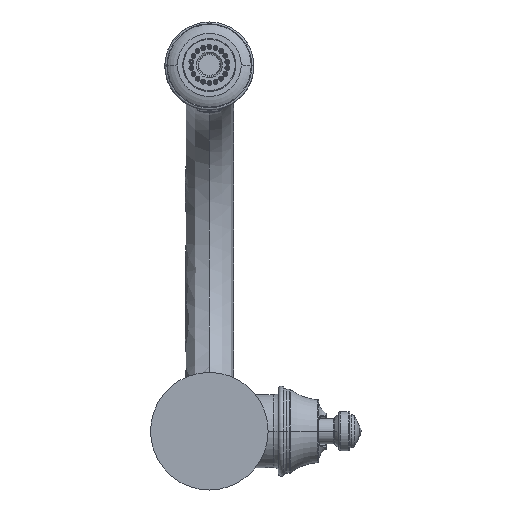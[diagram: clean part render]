
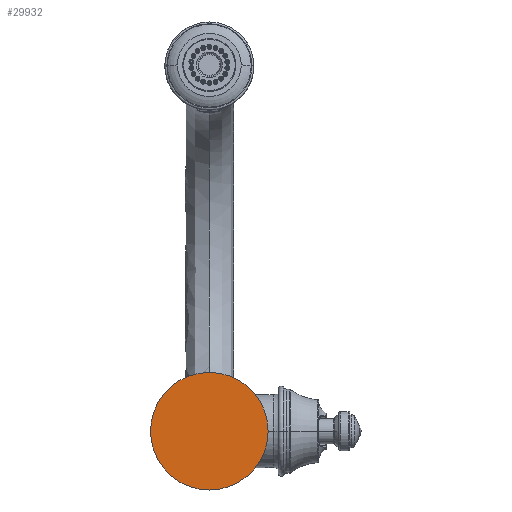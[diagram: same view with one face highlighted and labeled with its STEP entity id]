
A CAD part, front view. The second image highlights one B-rep face of the part: STEP entity #29932.
In plain terms, the highlighted planar face has unit normal (0, -1, 0).
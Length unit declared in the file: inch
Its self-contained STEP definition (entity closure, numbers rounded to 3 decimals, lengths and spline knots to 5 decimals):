
#9503=CARTESIAN_POINT('',(-5.56073,-0.06575,-0.98612));
#9504=DIRECTION('',(0.,-1.,0.));
#9505=DIRECTION('',(0.,0.,1.));
#9506=AXIS2_PLACEMENT_3D('',#9503,#9504,#9505);
#9508=CARTESIAN_POINT('',(-5.56073,-0.06575,-0.98612));
#9509=DIRECTION('',(0.,1.,0.));
#9510=DIRECTION('',(0.,0.,1.));
#9511=AXIS2_PLACEMENT_3D('',#9508,#9509,#9510);
#9645=CARTESIAN_POINT('',(-5.56073,-0.06575,0.38388));
#9646=CARTESIAN_POINT('',(-5.56073,-0.06575,-2.35612));
#9647=VERTEX_POINT('',#9645);
#9648=VERTEX_POINT('',#9646);
#29923=CARTESIAN_POINT('',(-5.56073,-0.06575,-0.98612));
#29924=DIRECTION('',(0.,-1.,0.));
#29925=DIRECTION('',(0.,0.,1.));
#29926=AXIS2_PLACEMENT_3D('',#29923,#29924,#29925);
#29927=PLANE('',#29926);
#29928=ORIENTED_EDGE('',*,*,#29890,.F.);
#29929=ORIENTED_EDGE('',*,*,#29905,.T.);
#29930=EDGE_LOOP('',(#29928,#29929));
#29931=FACE_OUTER_BOUND('',#29930,.F.);
#29932=ADVANCED_FACE('',(#29931),#29927,.T.);
#9507=CIRCLE('',#9506,1.37);
#9512=CIRCLE('',#9511,1.37);
#29890=EDGE_CURVE('',#9647,#9648,#9507,.T.);
#29905=EDGE_CURVE('',#9647,#9648,#9512,.T.);
